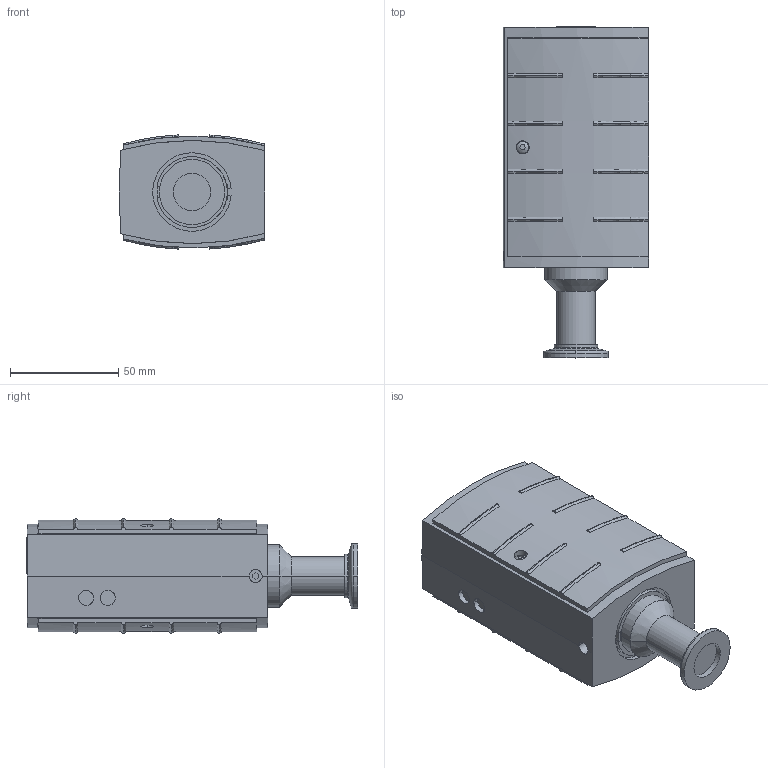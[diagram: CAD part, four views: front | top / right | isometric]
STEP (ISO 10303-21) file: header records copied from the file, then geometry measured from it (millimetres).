
FILE_DESCRIPTION((''),'2;1');
FILE_NAME('PTR26504.stp','2004-07-23T11:52:52',('GELH'),(''),'Autodesk Inventor (R) 6.0','Autodesk Inventor (R) 6.0','');
FILE_SCHEMA(('AUTOMOTIVE_DESIGN { 1 0 10303 214 1 1 1 1 }'));
Length unit declared in the file: millimetre
Products named in the file (1): PTR26504
Bounding box: 67 x 153.1 x 52.72 mm (x, y, z)
Volume: 138555.7 mm3; surface area: 78571.8 mm2
Topology: 2 solids, 2 shells, 696 faces, 1894 edges, 1233 vertices
Faces by surface type: plane 412, cylinder 213, torus 34, cone 14, bspline 12, sphere 11
Entity records: 23493 total; most frequent: CARTESIAN_POINT 5676, DIRECTION 3751, ORIENTED_EDGE 3712, EDGE_CURVE 1856, AXIS2_PLACEMENT_3D 1290, VERTEX_POINT 1215, VECTOR 1171, LINE 1171
